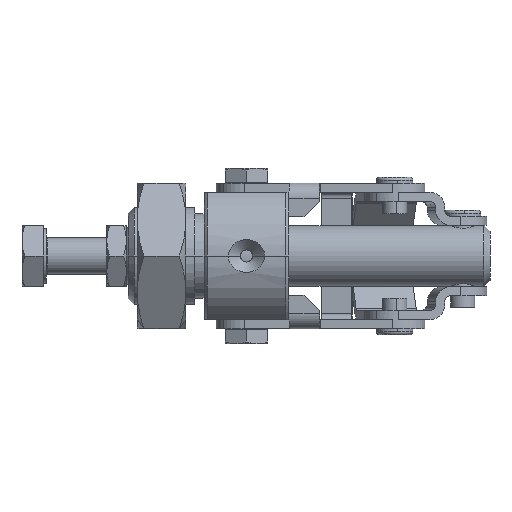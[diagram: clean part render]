
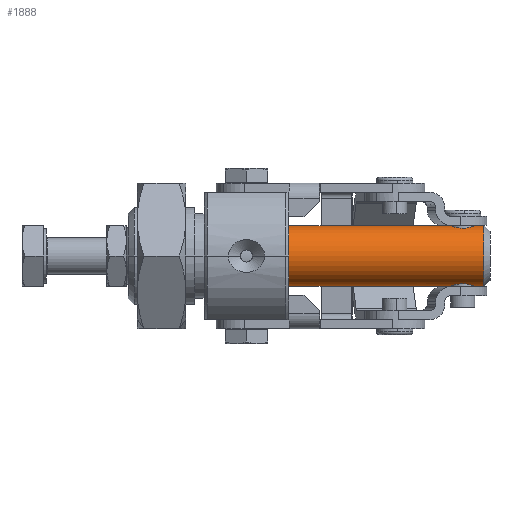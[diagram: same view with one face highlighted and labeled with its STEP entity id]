
A CAD part, front view. The second image highlights one B-rep face of the part: STEP entity #1888.
In plain terms, the highlighted cylindrical face has radius 5 mm (diameter 10 mm), a partial arc.
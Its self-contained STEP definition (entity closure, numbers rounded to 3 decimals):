
#585=CARTESIAN_POINT('',(13.434,16.709,4.997));
#586=VERTEX_POINT('',#585);
#593=CARTESIAN_POINT('',(15.425,14.894,4.583));
#594=VERTEX_POINT('',#593);
#595=CARTESIAN_POINT('',(15.425,14.894,4.583));
#596=CARTESIAN_POINT('',(15.171,14.894,4.583));
#597=CARTESIAN_POINT('',(14.902,14.946,4.606));
#598=CARTESIAN_POINT('',(14.41,15.151,4.687));
#599=CARTESIAN_POINT('',(14.187,15.304,4.744));
#600=CARTESIAN_POINT('',(13.835,15.656,4.848));
#601=CARTESIAN_POINT('',(13.681,15.879,4.902));
#602=CARTESIAN_POINT('',(13.501,16.312,4.97));
#603=CARTESIAN_POINT('',(13.452,16.512,4.989));
#604=CARTESIAN_POINT('',(13.434,16.709,4.997));
#605=B_SPLINE_CURVE_WITH_KNOTS('',3,(#595,#596,#597,#598,#599,#600,#601,#602,#603,#604),.UNSPECIFIED.,.F.,.U.,(4,2,2,2,4),(0.0,0.076,0.153,0.229,0.287),.UNSPECIFIED.);
#606=EDGE_CURVE('',#594,#586,#605,.T.);
#608=CARTESIAN_POINT('',(17.425,16.894,5.));
#609=VERTEX_POINT('',#608);
#610=CARTESIAN_POINT('',(17.425,16.894,5.));
#611=CARTESIAN_POINT('',(17.425,16.64,5.));
#612=CARTESIAN_POINT('',(17.374,16.371,4.979));
#613=CARTESIAN_POINT('',(17.169,15.879,4.902));
#614=CARTESIAN_POINT('',(17.015,15.656,4.848));
#615=CARTESIAN_POINT('',(16.663,15.304,4.744));
#616=CARTESIAN_POINT('',(16.44,15.151,4.687));
#617=CARTESIAN_POINT('',(15.949,14.946,4.606));
#618=CARTESIAN_POINT('',(15.679,14.894,4.583));
#619=CARTESIAN_POINT('',(15.425,14.894,4.583));
#620=B_SPLINE_CURVE_WITH_KNOTS('',3,(#610,#611,#612,#613,#614,#615,#616,#617,#618,#619),.UNSPECIFIED.,.F.,.U.,(4,2,2,2,4),(0.915,0.992,1.068,1.144,1.22),.UNSPECIFIED.);
#621=EDGE_CURVE('',#609,#594,#620,.T.);
#648=CARTESIAN_POINT('',(17.425,16.894,-5.));
#649=VERTEX_POINT('',#648);
#657=CARTESIAN_POINT('',(15.425,14.894,-4.583));
#658=VERTEX_POINT('',#657);
#659=CARTESIAN_POINT('',(15.425,14.894,-4.583));
#660=CARTESIAN_POINT('',(15.679,14.894,-4.583));
#661=CARTESIAN_POINT('',(15.949,14.946,-4.606));
#662=CARTESIAN_POINT('',(16.44,15.151,-4.687));
#663=CARTESIAN_POINT('',(16.663,15.304,-4.744));
#664=CARTESIAN_POINT('',(17.015,15.656,-4.848));
#665=CARTESIAN_POINT('',(17.169,15.879,-4.902));
#666=CARTESIAN_POINT('',(17.374,16.371,-4.979));
#667=CARTESIAN_POINT('',(17.425,16.64,-5.));
#668=CARTESIAN_POINT('',(17.425,16.894,-5.));
#669=B_SPLINE_CURVE_WITH_KNOTS('',3,(#659,#660,#661,#662,#663,#664,#665,#666,#667,#668),.UNSPECIFIED.,.F.,.U.,(4,2,2,2,4),(0.0,0.076,0.153,0.229,0.305),.UNSPECIFIED.);
#670=EDGE_CURVE('',#658,#649,#669,.T.);
#672=CARTESIAN_POINT('',(13.434,16.709,-4.997));
#673=VERTEX_POINT('',#672);
#674=CARTESIAN_POINT('',(13.434,16.709,-4.997));
#675=CARTESIAN_POINT('',(13.452,16.512,-4.989));
#676=CARTESIAN_POINT('',(13.501,16.312,-4.97));
#677=CARTESIAN_POINT('',(13.681,15.879,-4.902));
#678=CARTESIAN_POINT('',(13.835,15.656,-4.848));
#679=CARTESIAN_POINT('',(14.187,15.304,-4.744));
#680=CARTESIAN_POINT('',(14.41,15.151,-4.687));
#681=CARTESIAN_POINT('',(14.902,14.946,-4.606));
#682=CARTESIAN_POINT('',(15.171,14.894,-4.583));
#683=CARTESIAN_POINT('',(15.425,14.894,-4.583));
#684=B_SPLINE_CURVE_WITH_KNOTS('',3,(#674,#675,#676,#677,#678,#679,#680,#681,#682,#683),.UNSPECIFIED.,.F.,.U.,(4,2,2,2,4),(0.934,0.992,1.068,1.144,1.22),.UNSPECIFIED.);
#685=EDGE_CURVE('',#673,#658,#684,.T.);
#1804=CARTESIAN_POINT('',(19.925,16.894,0.));
#1805=DIRECTION('',(-1.0,0.,0.));
#1806=DIRECTION('',(0.0,0.0,-1.0));
#1807=AXIS2_PLACEMENT_3D('',#1804,#1805,#1806);
#1808=CYLINDRICAL_SURFACE('',#1807,5.0);
#1809=CARTESIAN_POINT('',(18.925,16.894,-5.));
#1810=VERTEX_POINT('',#1809);
#1811=CARTESIAN_POINT('',(18.925,16.894,-5.));
#1812=DIRECTION('',(-1.0,0.0,0.0));
#1813=VECTOR('',#1812,1.5);
#1814=LINE('',#1811,#1813);
#1815=EDGE_CURVE('',#1810,#649,#1814,.T.);
#1816=ORIENTED_EDGE('',*,*,#1815,.F.);
#1817=CARTESIAN_POINT('',(18.925,16.894,5.));
#1818=VERTEX_POINT('',#1817);
#1819=CARTESIAN_POINT('',(18.925,16.894,0.));
#1820=DIRECTION('',(1.0,0.0,0.0));
#1821=DIRECTION('',(0.0,0.0,-1.0));
#1822=AXIS2_PLACEMENT_3D('',#1819,#1820,#1821);
#1823=CIRCLE('',#1822,5.0);
#1824=EDGE_CURVE('',#1818,#1810,#1823,.T.);
#1825=ORIENTED_EDGE('',*,*,#1824,.F.);
#1826=CARTESIAN_POINT('',(17.425,16.894,5.));
#1827=DIRECTION('',(1.0,0.0,0.0));
#1828=VECTOR('',#1827,1.5);
#1829=LINE('',#1826,#1828);
#1830=EDGE_CURVE('',#609,#1818,#1829,.T.);
#1831=ORIENTED_EDGE('',*,*,#1830,.F.);
#1832=ORIENTED_EDGE('',*,*,#621,.T.);
#1833=ORIENTED_EDGE('',*,*,#606,.T.);
#1834=CARTESIAN_POINT('',(13.425,16.894,5.));
#1835=VERTEX_POINT('',#1834);
#1836=CARTESIAN_POINT('',(13.434,16.709,4.997));
#1837=CARTESIAN_POINT('',(13.428,16.771,4.999));
#1838=CARTESIAN_POINT('',(13.425,16.833,5.));
#1839=CARTESIAN_POINT('',(13.425,16.894,5.));
#1840=B_SPLINE_CURVE_WITH_KNOTS('',3,(#1836,#1837,#1838,#1839),.UNSPECIFIED.,.F.,.U.,(4,4),(0.287,0.305),.UNSPECIFIED.);
#1841=EDGE_CURVE('',#586,#1835,#1840,.T.);
#1842=ORIENTED_EDGE('',*,*,#1841,.T.);
#1843=CARTESIAN_POINT('',(-13.752,16.894,5.));
#1844=VERTEX_POINT('',#1843);
#1845=CARTESIAN_POINT('',(-13.752,16.894,5.));
#1846=DIRECTION('',(1.0,0.0,0.0));
#1847=VECTOR('',#1846,27.177);
#1848=LINE('',#1845,#1847);
#1849=EDGE_CURVE('',#1844,#1835,#1848,.T.);
#1850=ORIENTED_EDGE('',*,*,#1849,.F.);
#1851=CARTESIAN_POINT('',(-13.752,11.894,0.));
#1852=VERTEX_POINT('',#1851);
#1853=CARTESIAN_POINT('',(-13.752,16.894,0.));
#1854=DIRECTION('',(-1.0,0.0,0.0));
#1855=DIRECTION('',(0.0,1.0,0.0));
#1856=AXIS2_PLACEMENT_3D('',#1853,#1854,#1855);
#1857=CIRCLE('',#1856,5.);
#1858=EDGE_CURVE('',#1852,#1844,#1857,.T.);
#1859=ORIENTED_EDGE('',*,*,#1858,.F.);
#1860=CARTESIAN_POINT('',(-13.752,16.894,-5.));
#1861=VERTEX_POINT('',#1860);
#1862=CARTESIAN_POINT('',(-13.752,16.894,0.));
#1863=DIRECTION('',(-1.0,0.0,0.0));
#1864=DIRECTION('',(0.0,1.0,0.0));
#1865=AXIS2_PLACEMENT_3D('',#1862,#1863,#1864);
#1866=CIRCLE('',#1865,5.);
#1867=EDGE_CURVE('',#1861,#1852,#1866,.T.);
#1868=ORIENTED_EDGE('',*,*,#1867,.F.);
#1869=CARTESIAN_POINT('',(13.425,16.894,-5.));
#1870=VERTEX_POINT('',#1869);
#1871=CARTESIAN_POINT('',(13.425,16.894,-5.));
#1872=DIRECTION('',(-1.0,0.0,0.0));
#1873=VECTOR('',#1872,27.177);
#1874=LINE('',#1871,#1873);
#1875=EDGE_CURVE('',#1870,#1861,#1874,.T.);
#1876=ORIENTED_EDGE('',*,*,#1875,.F.);
#1877=CARTESIAN_POINT('',(13.425,16.894,-5.));
#1878=CARTESIAN_POINT('',(13.425,16.833,-5.));
#1879=CARTESIAN_POINT('',(13.428,16.771,-4.999));
#1880=CARTESIAN_POINT('',(13.434,16.709,-4.997));
#1881=B_SPLINE_CURVE_WITH_KNOTS('',3,(#1877,#1878,#1879,#1880),.UNSPECIFIED.,.F.,.U.,(4,4),(0.915,0.934),.UNSPECIFIED.);
#1882=EDGE_CURVE('',#1870,#673,#1881,.T.);
#1883=ORIENTED_EDGE('',*,*,#1882,.T.);
#1884=ORIENTED_EDGE('',*,*,#685,.T.);
#1885=ORIENTED_EDGE('',*,*,#670,.T.);
#1886=EDGE_LOOP('',(#1816,#1825,#1831,#1832,#1833,#1842,#1850,#1859,#1868,#1876,#1883,#1884,#1885));
#1887=FACE_OUTER_BOUND('',#1886,.T.);
#1888=ADVANCED_FACE('',(#1887),#1808,.T.);
